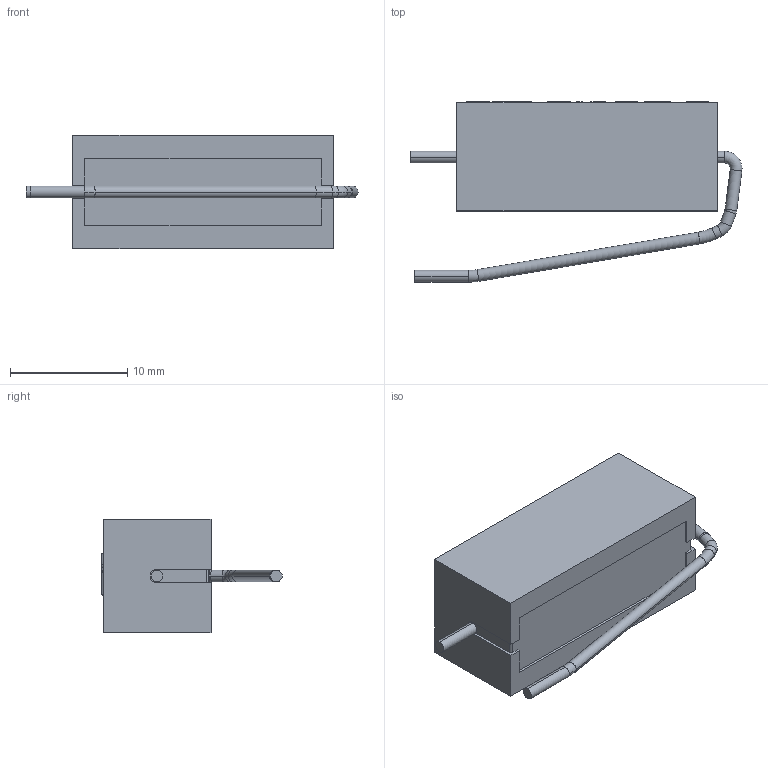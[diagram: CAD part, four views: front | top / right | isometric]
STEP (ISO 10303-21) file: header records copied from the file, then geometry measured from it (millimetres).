
FILE_DESCRIPTION (( 'STEP AP214' ), '1' );
FILE_NAME ('User Library-SQP-5W_Vert.STEP', '2019-04-15T09:22:00', ( '' ), ( '' ), 'SwSTEP 2.0', 'SolidWorks 2019', '' );
FILE_SCHEMA (( 'AUTOMOTIVE_DESIGN' ));
Length unit declared in the file: millimetre
Products named in the file (1): User Library-SQP-5W_Vert
Bounding box: 28.3 x 15.36 x 9.7 mm (x, y, z)
Volume: 1988.7 mm3; surface area: 1160.7 mm2
Topology: 3 solids, 3 shells, 154 faces, 398 edges, 260 vertices
Faces by surface type: cylinder 66, bspline 44, plane 34, torus 10
Entity records: 8367 total; most frequent: CARTESIAN_POINT 4492, ORIENTED_EDGE 796, DIRECTION 506, EDGE_CURVE 398, VERTEX_POINT 260, AXIS2_PLACEMENT_3D 169, LINE 168, VECTOR 168
